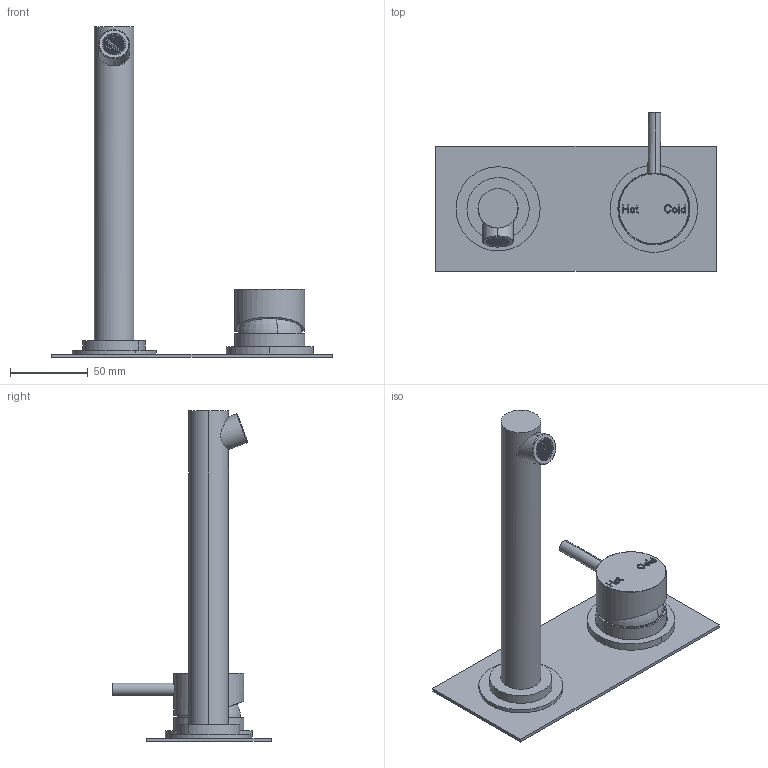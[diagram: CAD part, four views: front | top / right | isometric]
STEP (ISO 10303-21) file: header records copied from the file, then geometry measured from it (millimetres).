
FILE_DESCRIPTION (( 'STEP AP214' ), '1' );
FILE_NAME ('SUSSEX_SCALA_SMOS200RH_bath_mixer_outlet_system_straight_200mm_rh_shell.STEP', '2021-10-06T23:55:59', ( '' ), ( '' ), 'SwSTEP 2.0', 'SolidWorks 2020', '' );
FILE_SCHEMA (( 'AUTOMOTIVE_DESIGN' ));
Length unit declared in the file: millimetre
Products named in the file (1): SUSSEX_SCALA_SMOS200RH_bath_mixer_outlet_system_straight_200mm_rh_shell
Bounding box: 180 x 101.51 x 212 mm (x, y, z)
Volume: 177568.5 mm3; surface area: 76981 mm2
Topology: 15 solids, 15 shells, 796 faces, 2034 edges, 1348 vertices
Faces by surface type: plane 653, cylinder 62, bspline 57, cone 18, torus 6
Entity records: 32169 total; most frequent: CARTESIAN_POINT 5229, ORIENTED_EDGE 4068, DIRECTION 3594, EDGE_CURVE 2034, VECTOR 1706, LINE 1706, VERTEX_POINT 1348, AXIS2_PLACEMENT_3D 944
